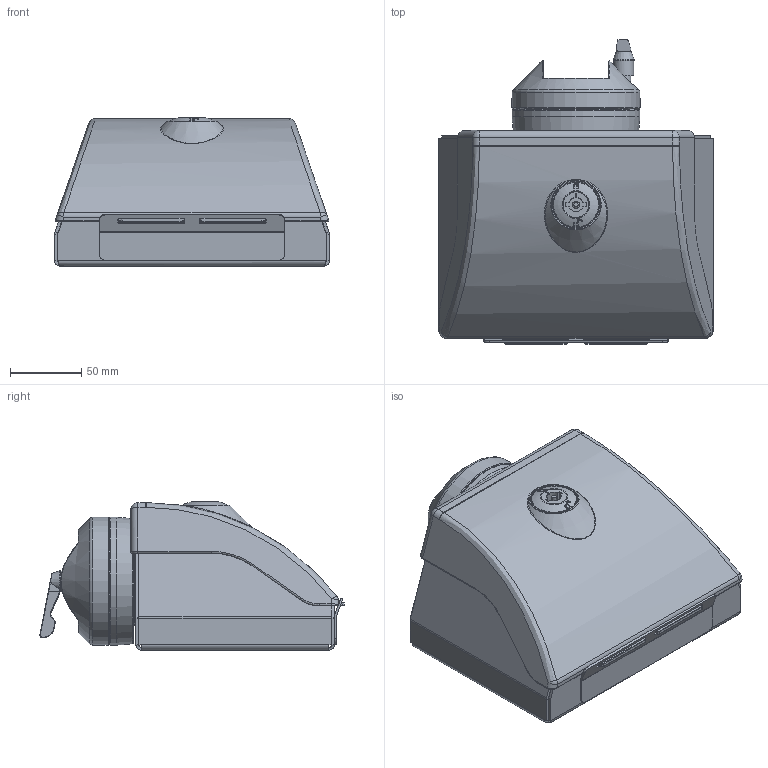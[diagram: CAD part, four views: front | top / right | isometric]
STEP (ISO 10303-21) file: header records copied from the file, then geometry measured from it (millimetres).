
FILE_DESCRIPTION (( 'STEP AP214' ), '1' );
FILE_NAME ('501020200.STEP', '2023-05-08T12:21:49', ( '' ), ( '' ), 'SwSTEP 2.0', 'SolidWorks 2020', '' );
FILE_SCHEMA (( 'AUTOMOTIVE_DESIGN' ));
Length unit declared in the file: millimetre
Products named in the file (24): 98319_1-078_FD; 82984; 82983; 93103; 84409; 98319; 41880; 98319_1-078_N; 98319_248-9803_01-01201_0_H; 12961; 98147; 94459; 56600; 49447300; 98319_1-077_01_0012267; 93060; 98319_100-0545_15-00012(10); 41894; 82005_680; 98319_1-078_P1; 84407; 42468_50M-00000424680-04; 501020200; 84408
Assembly tree (28 placements, depth 4):
  501020200
    49447300
      84409
      41880  x2
      84408
      56600
        12961
      94459
      82984
      98147  x2
      82983
      84407
      93060
    42468_50M-00000424680-04
    41894
    98319
      98319_248-9803_01-01201_0_H
      98319_1-078_FD
      98319_1-078_P1
      98319_1-077_01_0012267
      98319_1-078_N
      98319_100-0545_15-00012(10)
    82005_680
    93103  x4
Bounding box: 193.1 x 213.81 x 104.3 mm (x, y, z)
Volume: 452691.9 mm3; surface area: 271033 mm2
Topology: 25 solids, 26 shells, 1529 faces, 3648 edges, 2228 vertices
Faces by surface type: plane 591, cylinder 499, bspline 229, torus 98, cone 95, sphere 17
Full cylindrical faces by diameter (mm): 1.7 x2, 3 x1, 3.3 x2, 4 x2, 4.2 x3, 4.917 x1, 5 x10, 5.2 x1, 6 x6, 6.5 x4, 7 x2, 8.5 x1, 9 x1, 9.1 x1, 10 x7, 10.4 x1, 12.2 x1, 12.3 x1, 13.5 x1, 14 x3, 14.05 x1, 14.9 x1, 16.5 x1, 18 x1, 18.1 x1, 19.294 x1, 19.5 x1, 19.73 x1, 32 x1, 32.5 x1
Entity records: 53799 total; most frequent: CARTESIAN_POINT 20570, ORIENTED_EDGE 6676, DIRECTION 6263, EDGE_CURVE 3338, AXIS2_PLACEMENT_3D 2381, VERTEX_POINT 2110, EDGE_LOOP 1722, FACE_OUTER_BOUND 1534
